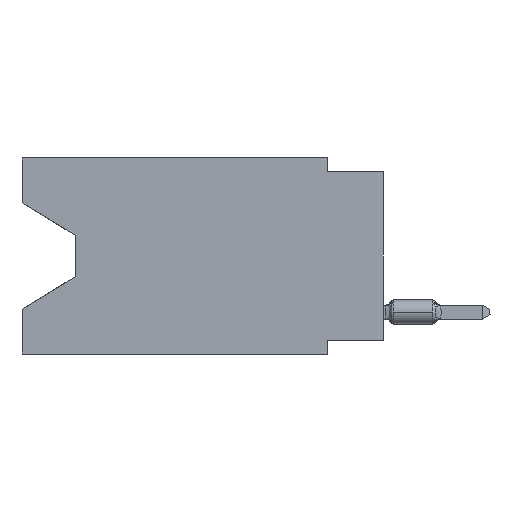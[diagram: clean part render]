
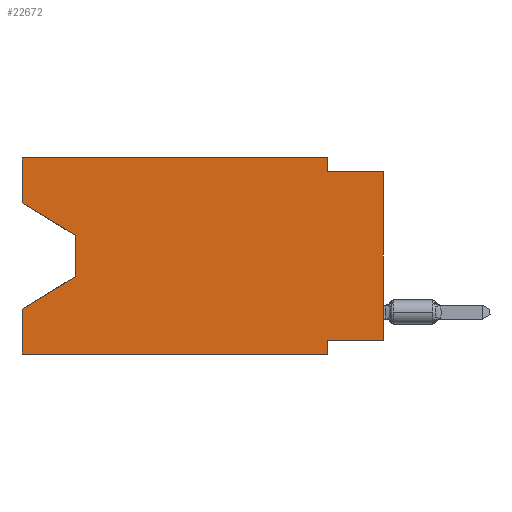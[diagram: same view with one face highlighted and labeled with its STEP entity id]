
A CAD part, left-side view. The second image highlights one B-rep face of the part: STEP entity #22672.
In plain terms, the highlighted planar face has unit normal (-1, 0, 0).
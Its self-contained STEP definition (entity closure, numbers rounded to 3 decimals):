
#242 = CARTESIAN_POINT ( 'NONE',  ( 0., 16.383, 0. ) ) ;
#2433 = DIRECTION ( 'NONE',  ( 0., -1., 0. ) ) ;
#2807 = CARTESIAN_POINT ( 'NONE',  ( 0., 0., -0.635 ) ) ;
#3269 = PLANE ( 'NONE',  #29209 ) ;
#4365 = ORIENTED_EDGE ( 'NONE', *, *, #76121, .F. ) ;
#4430 = DIRECTION ( 'NONE',  ( 0., 0., 1. ) ) ;
#4506 = LINE ( 'NONE', #15791, #51231 ) ;
#5188 = VECTOR ( 'NONE', #18800, 1000. ) ;
#5323 = ORIENTED_EDGE ( 'NONE', *, *, #15856, .F. ) ;
#7787 = VERTEX_POINT ( 'NONE', #7885 ) ;
#7885 = CARTESIAN_POINT ( 'NONE',  ( 0., 16.383, -6.852 ) ) ;
#8655 = CARTESIAN_POINT ( 'NONE',  ( 0., 2.54, 0. ) ) ;
#8906 = VERTEX_POINT ( 'NONE', #53118 ) ;
#9797 = CARTESIAN_POINT ( 'NONE',  ( 0., 13.97, -5.385 ) ) ;
#10203 = VERTEX_POINT ( 'NONE', #30372 ) ;
#10278 = LINE ( 'NONE', #63241, #55911 ) ;
#10990 = VECTOR ( 'NONE', #69972, 1000. ) ;
#11327 = VECTOR ( 'NONE', #20070, 1000. ) ;
#11654 = ORIENTED_EDGE ( 'NONE', *, *, #62999, .F. ) ;
#12896 = VERTEX_POINT ( 'NONE', #73569 ) ;
#14168 = DIRECTION ( 'NONE',  ( 1., 0., 0. ) ) ;
#15791 = CARTESIAN_POINT ( 'NONE',  ( 0., 16.383, -8.89 ) ) ;
#15856 = EDGE_CURVE ( 'NONE', #21705, #8906, #67063, .T. ) ;
#16090 = ORIENTED_EDGE ( 'NONE', *, *, #70835, .T. ) ;
#16282 = DIRECTION ( 'NONE',  ( 0., 0., 1. ) ) ;
#18554 = VERTEX_POINT ( 'NONE', #33806 ) ;
#18800 = DIRECTION ( 'NONE',  ( 0., 0., 1. ) ) ;
#18852 = ORIENTED_EDGE ( 'NONE', *, *, #32545, .F. ) ;
#19276 = ORIENTED_EDGE ( 'NONE', *, *, #52547, .T. ) ;
#20070 = DIRECTION ( 'NONE',  ( 0., -0.855, -0.519 ) ) ;
#21705 = VERTEX_POINT ( 'NONE', #48763 ) ;
#22672 = ADVANCED_FACE ( 'NONE', ( #38322 ), #3269, .F. ) ;
#23292 = VECTOR ( 'NONE', #2433, 1000. ) ;
#24875 = EDGE_CURVE ( 'NONE', #27553, #7787, #33820, .T. ) ;
#25400 = LINE ( 'NONE', #2807, #23292 ) ;
#25781 = LINE ( 'NONE', #67423, #10990 ) ;
#26574 = DIRECTION ( 'NONE',  ( 0., 0., -1. ) ) ;
#27020 = DIRECTION ( 'NONE',  ( 0., 0., -1. ) ) ;
#27553 = VERTEX_POINT ( 'NONE', #60233 ) ;
#28526 = CARTESIAN_POINT ( 'NONE',  ( 0., 0., -8.255 ) ) ;
#29209 = AXIS2_PLACEMENT_3D ( 'NONE', #44924, #14168, #27020 ) ;
#30267 = CARTESIAN_POINT ( 'NONE',  ( 0., 13.97, -3.505 ) ) ;
#30372 = CARTESIAN_POINT ( 'NONE',  ( 0., 13.97, -5.385 ) ) ;
#32545 = EDGE_CURVE ( 'NONE', #59070, #48540, #25781, .T. ) ;
#33549 = DIRECTION ( 'NONE',  ( 0., 0.855, -0.519 ) ) ;
#33806 = CARTESIAN_POINT ( 'NONE',  ( 0., 2.54, -0.635 ) ) ;
#33820 = LINE ( 'NONE', #69621, #39378 ) ;
#35720 = VERTEX_POINT ( 'NONE', #28526 ) ;
#35725 = VECTOR ( 'NONE', #63697, 1000. ) ;
#35770 = CARTESIAN_POINT ( 'NONE',  ( 0., 16.383, -2.038 ) ) ;
#37721 = VECTOR ( 'NONE', #26574, 1000. ) ;
#38322 = FACE_OUTER_BOUND ( 'NONE', #54081, .T. ) ;
#39229 = VERTEX_POINT ( 'NONE', #30267 ) ;
#39378 = VECTOR ( 'NONE', #16282, 1000. ) ;
#39561 = DIRECTION ( 'NONE',  ( 0., -1., 0. ) ) ;
#40071 = CARTESIAN_POINT ( 'NONE',  ( 0., 2.54, -8.89 ) ) ;
#40938 = ORIENTED_EDGE ( 'NONE', *, *, #47731, .T. ) ;
#41107 = ORIENTED_EDGE ( 'NONE', *, *, #57652, .F. ) ;
#41546 = ORIENTED_EDGE ( 'NONE', *, *, #49315, .T. ) ;
#41688 = VERTEX_POINT ( 'NONE', #66277 ) ;
#42991 = EDGE_CURVE ( 'NONE', #18554, #12896, #25400, .T. ) ;
#44924 = CARTESIAN_POINT ( 'NONE',  ( 0., 16.383, 0. ) ) ;
#46081 = DIRECTION ( 'NONE',  ( 0., 0., -1. ) ) ;
#46342 = EDGE_CURVE ( 'NONE', #39229, #10203, #76410, .T. ) ;
#47731 = EDGE_CURVE ( 'NONE', #35720, #12896, #10278, .T. ) ;
#48540 = VERTEX_POINT ( 'NONE', #40071 ) ;
#48763 = CARTESIAN_POINT ( 'NONE',  ( 0., 16.383, -2.038 ) ) ;
#48937 = VECTOR ( 'NONE', #64846, 1000. ) ;
#49315 = EDGE_CURVE ( 'NONE', #21705, #39229, #61732, .T. ) ;
#51231 = VECTOR ( 'NONE', #39561, 1000. ) ;
#52547 = EDGE_CURVE ( 'NONE', #10203, #7787, #67841, .T. ) ;
#52565 = VECTOR ( 'NONE', #33549, 1000. ) ;
#53118 = CARTESIAN_POINT ( 'NONE',  ( 0., 16.383, 0. ) ) ;
#53575 = LINE ( 'NONE', #242, #48937 ) ;
#54081 = EDGE_LOOP ( 'NONE', ( #41546, #72069, #19276, #63816, #16090, #18852, #41107, #40938, #66546, #4365, #11654, #5323 ) ) ;
#55911 = VECTOR ( 'NONE', #4430, 1000. ) ;
#56921 = VECTOR ( 'NONE', #46081, 1000. ) ;
#57652 = EDGE_CURVE ( 'NONE', #35720, #59070, #69522, .T. ) ;
#57848 = CARTESIAN_POINT ( 'NONE',  ( 0., 0., -8.255 ) ) ;
#59070 = VERTEX_POINT ( 'NONE', #71472 ) ;
#60233 = CARTESIAN_POINT ( 'NONE',  ( 0., 16.383, -8.89 ) ) ;
#61243 = LINE ( 'NONE', #8655, #37721 ) ;
#61244 = CARTESIAN_POINT ( 'NONE',  ( 0., 16.383, 0. ) ) ;
#61732 = LINE ( 'NONE', #35770, #11327 ) ;
#62999 = EDGE_CURVE ( 'NONE', #8906, #41688, #53575, .T. ) ;
#63241 = CARTESIAN_POINT ( 'NONE',  ( 0., 0., 0. ) ) ;
#63697 = DIRECTION ( 'NONE',  ( 0., 1., 0. ) ) ;
#63816 = ORIENTED_EDGE ( 'NONE', *, *, #24875, .F. ) ;
#64372 = CARTESIAN_POINT ( 'NONE',  ( 0., 13.97, -3.505 ) ) ;
#64846 = DIRECTION ( 'NONE',  ( 0., -1., 0. ) ) ;
#66277 = CARTESIAN_POINT ( 'NONE',  ( 0., 2.54, 0. ) ) ;
#66546 = ORIENTED_EDGE ( 'NONE', *, *, #42991, .F. ) ;
#67063 = LINE ( 'NONE', #61244, #5188 ) ;
#67423 = CARTESIAN_POINT ( 'NONE',  ( 0., 2.54, -8.89 ) ) ;
#67841 = LINE ( 'NONE', #9797, #52565 ) ;
#69522 = LINE ( 'NONE', #57848, #35725 ) ;
#69621 = CARTESIAN_POINT ( 'NONE',  ( 0., 16.383, 0. ) ) ;
#69972 = DIRECTION ( 'NONE',  ( 0., 0., -1. ) ) ;
#70835 = EDGE_CURVE ( 'NONE', #27553, #48540, #4506, .T. ) ;
#71472 = CARTESIAN_POINT ( 'NONE',  ( 0., 2.54, -8.255 ) ) ;
#72069 = ORIENTED_EDGE ( 'NONE', *, *, #46342, .T. ) ;
#73569 = CARTESIAN_POINT ( 'NONE',  ( 0., 0., -0.635 ) ) ;
#76121 = EDGE_CURVE ( 'NONE', #41688, #18554, #61243, .T. ) ;
#76410 = LINE ( 'NONE', #64372, #56921 ) ;
